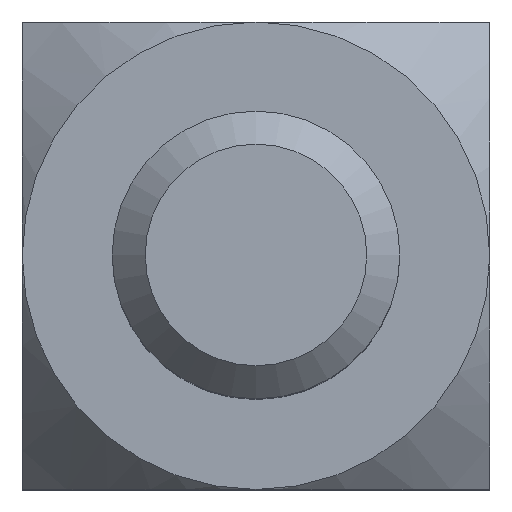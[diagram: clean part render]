
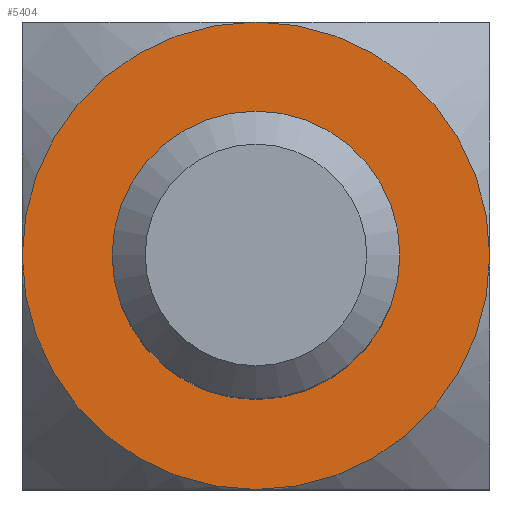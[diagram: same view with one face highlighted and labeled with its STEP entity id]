
A CAD part, top view. The second image highlights one B-rep face of the part: STEP entity #5404.
In plain terms, the highlighted planar face has unit normal (0, 0, 1).
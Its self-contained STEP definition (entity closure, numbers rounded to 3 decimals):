
#22=CIRCLE('',#5645,6.5);
#25=CIRCLE('',#5651,4.);
#27=CIRCLE('',#5654,6.5);
#28=CIRCLE('',#5655,6.5);
#29=CIRCLE('',#5656,6.5);
#94=ORIENTED_EDGE('',*,*,#1125,.F.);
#95=ORIENTED_EDGE('',*,*,#1127,.F.);
#96=ORIENTED_EDGE('',*,*,#1128,.F.);
#97=ORIENTED_EDGE('',*,*,#1129,.F.);
#98=ORIENTED_EDGE('',*,*,#1121,.F.);
#1121=EDGE_CURVE('',#1634,#1637,#22,.T.);
#1125=EDGE_CURVE('',#1640,#1640,#25,.T.);
#1127=EDGE_CURVE('',#1631,#1634,#27,.T.);
#1128=EDGE_CURVE('',#1628,#1631,#28,.T.);
#1129=EDGE_CURVE('',#1637,#1628,#29,.T.);
#1628=VERTEX_POINT('',#6940);
#1631=VERTEX_POINT('',#6976);
#1634=VERTEX_POINT('',#7012);
#1637=VERTEX_POINT('',#7034);
#1640=VERTEX_POINT('',#7058);
#2963=EDGE_LOOP('',(#94));
#2964=EDGE_LOOP('',(#95,#96,#97,#98));
#3231=FACE_BOUND('',#2963,.T.);
#3232=FACE_BOUND('',#2964,.T.);
#3494=PLANE('',#5653);
#5404=ADVANCED_FACE('',(#3231,#3232),#3494,.T.);
#5645=AXIS2_PLACEMENT_3D('',#7033,#5929,#5930);
#5651=AXIS2_PLACEMENT_3D('',#7057,#5941,#5942);
#5653=AXIS2_PLACEMENT_3D('',#7061,#5945,#5946);
#5654=AXIS2_PLACEMENT_3D('',#7062,#5947,#5948);
#5655=AXIS2_PLACEMENT_3D('',#7063,#5949,#5950);
#5656=AXIS2_PLACEMENT_3D('',#7064,#5951,#5952);
#5929=DIRECTION('',(0.,0.,-1.));
#5930=DIRECTION('',(-1.,0.,0.));
#5941=DIRECTION('',(0.,0.,1.));
#5942=DIRECTION('',(1.,0.,0.));
#5945=DIRECTION('',(0.,0.,1.));
#5946=DIRECTION('',(1.,0.,0.));
#5947=DIRECTION('',(0.,0.,-1.));
#5948=DIRECTION('',(-1.,0.,0.));
#5949=DIRECTION('',(0.,0.,-1.));
#5950=DIRECTION('',(-1.,0.,0.));
#5951=DIRECTION('',(0.,0.,-1.));
#5952=DIRECTION('',(-1.,0.,0.));
#6940=CARTESIAN_POINT('',(0.,6.5,7.5));
#6976=CARTESIAN_POINT('',(6.5,0.,7.5));
#7012=CARTESIAN_POINT('',(0.,-6.5,7.5));
#7033=CARTESIAN_POINT('',(0.,0.,7.5));
#7034=CARTESIAN_POINT('',(-6.5,0.,7.5));
#7057=CARTESIAN_POINT('',(0.,0.,7.5));
#7058=CARTESIAN_POINT('',(4.,0.,7.5));
#7061=CARTESIAN_POINT('',(-6.5,-6.5,7.5));
#7062=CARTESIAN_POINT('',(0.,0.,7.5));
#7063=CARTESIAN_POINT('',(0.,0.,7.5));
#7064=CARTESIAN_POINT('',(0.,0.,7.5));
